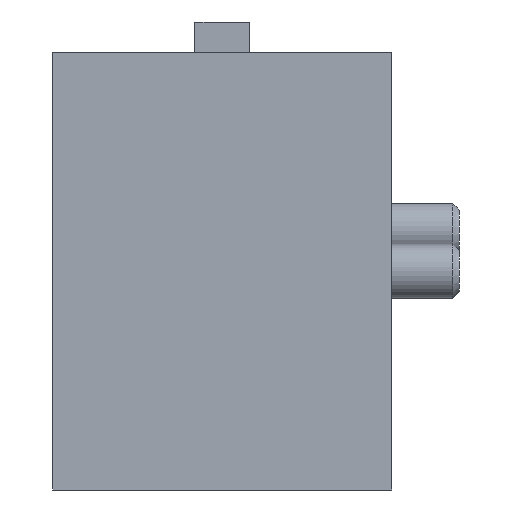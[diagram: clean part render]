
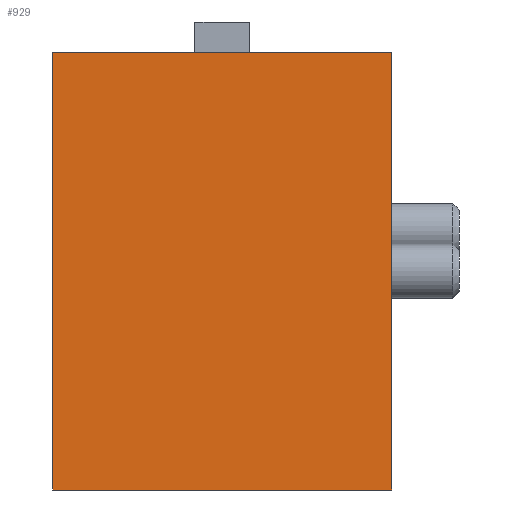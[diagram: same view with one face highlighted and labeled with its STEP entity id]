
A CAD part, left-side view. The second image highlights one B-rep face of the part: STEP entity #929.
In plain terms, the highlighted planar face has unit normal (-1, 0, 0).
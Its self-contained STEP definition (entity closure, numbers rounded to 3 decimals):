
#159 = VECTOR ( 'NONE', #1109, 1000. ) ;
#164 = CARTESIAN_POINT ( 'NONE',  ( -116.72, -68.114, 6.45 ) ) ;
#170 = CARTESIAN_POINT ( 'NONE',  ( -116.72, -63.114, 0. ) ) ;
#174 = VECTOR ( 'NONE', #815, 1000. ) ;
#183 = ORIENTED_EDGE ( 'NONE', *, *, #1206, .F. ) ;
#249 = PLANE ( 'NONE',  #778 ) ;
#295 = DIRECTION ( 'NONE',  ( 0., 0., -1. ) ) ;
#299 = CARTESIAN_POINT ( 'NONE',  ( -116.72, -63.114, 6.45 ) ) ;
#310 = LINE ( 'NONE', #831, #996 ) ;
#343 = DIRECTION ( 'NONE',  ( 0., 1., 0. ) ) ;
#376 = CARTESIAN_POINT ( 'NONE',  ( -116.72, -63.114, 6.45 ) ) ;
#418 = LINE ( 'NONE', #164, #174 ) ;
#430 = CARTESIAN_POINT ( 'NONE',  ( -116.72, -68.114, 0. ) ) ;
#486 = ORIENTED_EDGE ( 'NONE', *, *, #998, .F. ) ;
#548 = DIRECTION ( 'NONE',  ( 0., -1., 0. ) ) ;
#605 = VERTEX_POINT ( 'NONE', #299 ) ;
#618 = DIRECTION ( 'NONE',  ( 1., 0., 0. ) ) ;
#670 = FACE_OUTER_BOUND ( 'NONE', #896, .T. ) ;
#692 = EDGE_CURVE ( 'NONE', #605, #696, #1075, .T. ) ;
#696 = VERTEX_POINT ( 'NONE', #927 ) ;
#725 = CARTESIAN_POINT ( 'NONE',  ( -116.72, -68.114, 6.45 ) ) ;
#778 = AXIS2_PLACEMENT_3D ( 'NONE', #1097, #618, #343 ) ;
#815 = DIRECTION ( 'NONE',  ( 0., 0., -1. ) ) ;
#831 = CARTESIAN_POINT ( 'NONE',  ( -116.72, -63.114, 6.45 ) ) ;
#896 = EDGE_LOOP ( 'NONE', ( #1023, #486, #183, #911 ) ) ;
#911 = ORIENTED_EDGE ( 'NONE', *, *, #692, .T. ) ;
#927 = CARTESIAN_POINT ( 'NONE',  ( -116.72, -63.114, 0. ) ) ;
#929 = ADVANCED_FACE ( 'NONE', ( #670 ), #249, .F. ) ;
#967 = VERTEX_POINT ( 'NONE', #430 ) ;
#981 = VERTEX_POINT ( 'NONE', #725 ) ;
#996 = VECTOR ( 'NONE', #548, 1000. ) ;
#998 = EDGE_CURVE ( 'NONE', #981, #967, #418, .T. ) ;
#1012 = EDGE_CURVE ( 'NONE', #696, #967, #1156, .T. ) ;
#1015 = VECTOR ( 'NONE', #295, 1000. ) ;
#1023 = ORIENTED_EDGE ( 'NONE', *, *, #1012, .T. ) ;
#1075 = LINE ( 'NONE', #376, #1015 ) ;
#1097 = CARTESIAN_POINT ( 'NONE',  ( -116.72, -63.114, 6.45 ) ) ;
#1109 = DIRECTION ( 'NONE',  ( 0., -1., 0. ) ) ;
#1156 = LINE ( 'NONE', #170, #159 ) ;
#1206 = EDGE_CURVE ( 'NONE', #605, #981, #310, .T. ) ;
